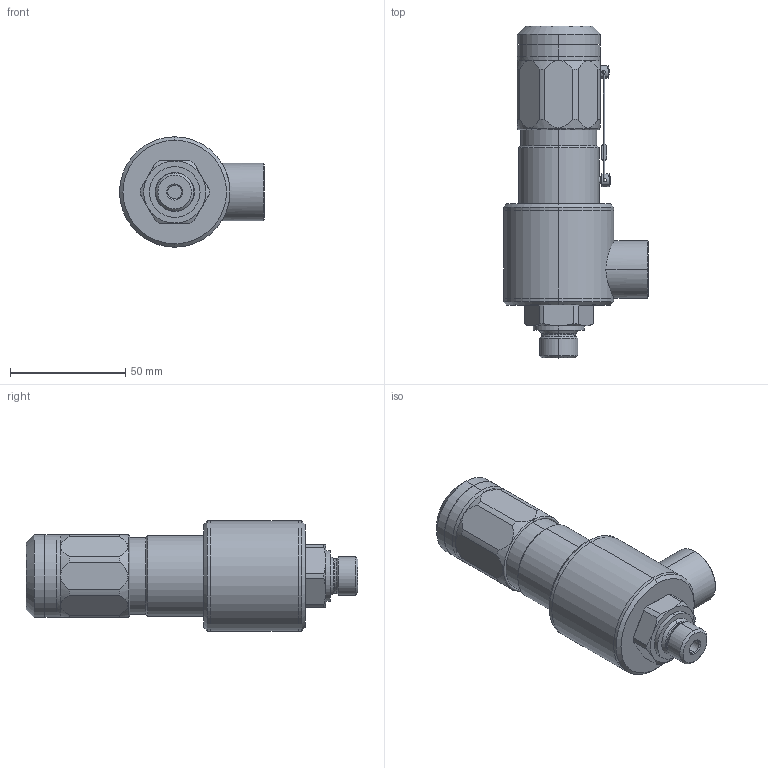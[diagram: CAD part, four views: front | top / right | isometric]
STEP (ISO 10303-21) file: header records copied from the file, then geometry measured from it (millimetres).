
FILE_DESCRIPTION (( 'STEP AP203' ), '1' );
FILE_NAME ('492tGO-10-m+f-10+15.STEP', '2014-08-28T07:24:30', ( 'DMG' ), ( '' ), 'SwSTEP 2.0', 'SolidWorks 2014', '' );
FILE_SCHEMA (( 'CONFIG_CONTROL_DESIGN' ));
Length unit declared in the file: millimetre
Products named in the file (1): 492tGO-10-m+f-10+15
Bounding box: 63 x 144.25 x 48 mm (x, y, z)
Volume: 95689.5 mm3; surface area: 59527.3 mm2
Topology: 13 solids, 13 shells, 440 faces, 1039 edges, 642 vertices
Faces by surface type: cylinder 190, plane 132, cone 86, torus 24, sphere 8
Entity records: 13718 total; most frequent: CARTESIAN_POINT 3372, DIRECTION 2261, ORIENTED_EDGE 2070, EDGE_CURVE 1035, AXIS2_PLACEMENT_3D 905, VERTEX_POINT 642, EDGE_LOOP 497, CIRCLE 464
